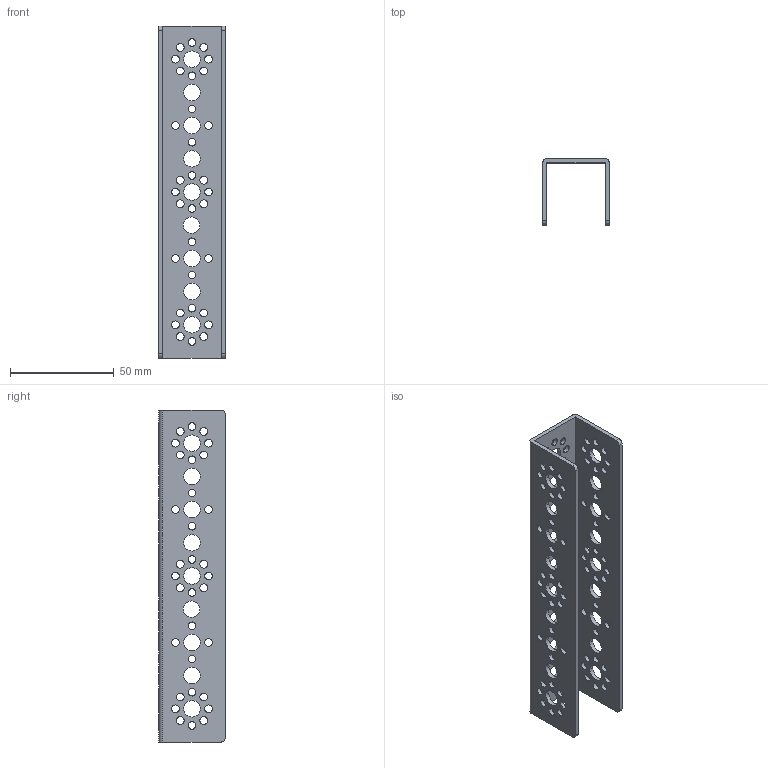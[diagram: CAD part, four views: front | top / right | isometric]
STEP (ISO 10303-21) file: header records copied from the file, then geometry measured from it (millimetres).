
FILE_DESCRIPTION (( 'STEP AP214' ), '1' );
FILE_NAME ('39067_TXM-160mmChannel.STEP', '2017-01-16T14:20:38', ( '' ), ( '' ), 'SwSTEP 2.0', 'SolidWorks 2016', '' );
FILE_SCHEMA (( 'AUTOMOTIVE_DESIGN' ));
Length unit declared in the file: millimetre
Products named in the file (2): 39067_TXM-160mmChannel
Bounding box: 32 x 32 x 160 mm (x, y, z)
Volume: 24379.7 mm3; surface area: 28966.4 mm2
Topology: 1 solids, 1 shells, 262 faces, 780 edges, 520 vertices
Faces by surface type: cylinder 252, plane 10
Entity records: 9649 total; most frequent: DIRECTION 1812, CARTESIAN_POINT 1564, ORIENTED_EDGE 1560, EDGE_CURVE 780, AXIS2_PLACEMENT_3D 768, VERTEX_POINT 520, EDGE_LOOP 508, CIRCLE 504
